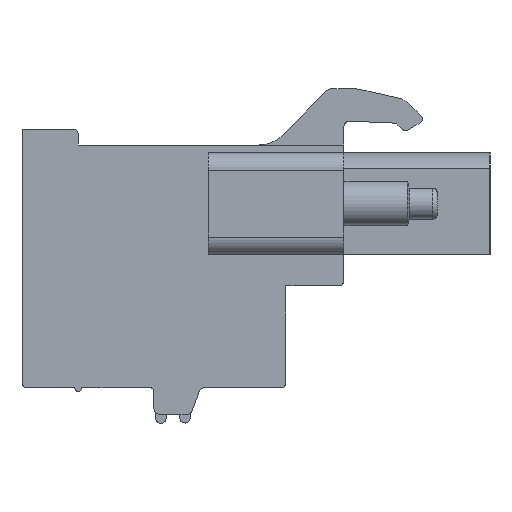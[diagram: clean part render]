
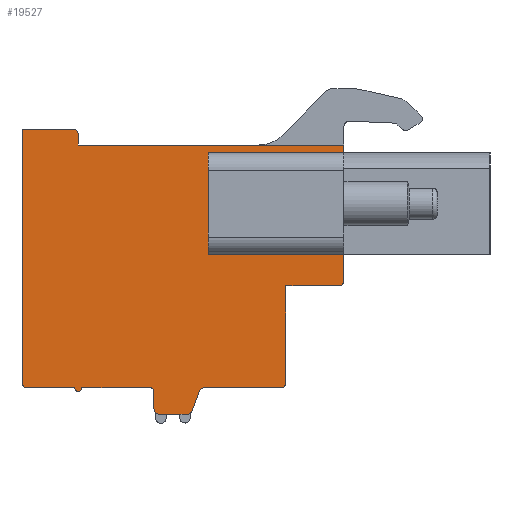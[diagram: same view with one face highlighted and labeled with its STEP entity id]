
A CAD part, left-side view. The second image highlights one B-rep face of the part: STEP entity #19527.
In plain terms, the highlighted planar face has unit normal (-1, 0, 0).
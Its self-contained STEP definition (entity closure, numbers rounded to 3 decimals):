
#3390=DIRECTION('',(0.,0.,1.));
#3391=VECTOR('',#3390,5.8);
#3392=CARTESIAN_POINT('',(-86.98,2.04,0.73));
#3393=LINE('',#3392,#3391);
#3442=DIRECTION('',(0.,0.,1.));
#3443=VECTOR('',#3442,5.8);
#3444=CARTESIAN_POINT('',(-86.98,-4.06,0.73));
#3445=LINE('',#3444,#3443);
#3446=DIRECTION('',(0.,1.,0.));
#3447=VECTOR('',#3446,6.1);
#3448=CARTESIAN_POINT('',(-86.98,-4.06,0.73));
#3449=LINE('',#3448,#3447);
#3450=DIRECTION('',(0.,1.,0.));
#3451=VECTOR('',#3450,6.1);
#3452=CARTESIAN_POINT('',(-86.98,-4.06,6.53));
#3453=LINE('',#3452,#3451);
#3454=CARTESIAN_POINT('',(-86.98,-5.36,-0.74));
#3455=DIRECTION('',(1.,0.,0.));
#3456=DIRECTION('',(0.,-1.,0.));
#3457=AXIS2_PLACEMENT_3D('',#3454,#3455,#3456);
#3459=DIRECTION('',(0.,-1.,0.));
#3460=VECTOR('',#3459,3.);
#3461=CARTESIAN_POINT('',(-86.98,-2.36,-1.04));
#3462=LINE('',#3461,#3460);
#3463=CARTESIAN_POINT('',(-86.98,-2.06,-6.54));
#3464=DIRECTION('',(1.,0.,0.));
#3465=DIRECTION('',(0.,-1.,0.));
#3466=AXIS2_PLACEMENT_3D('',#3463,#3464,#3465);
#3468=DIRECTION('',(0.,1.,0.));
#3469=VECTOR('',#3468,4.34);
#3470=CARTESIAN_POINT('',(-86.98,-2.06,-6.84));
#3471=LINE('',#3470,#3469);
#3472=CARTESIAN_POINT('',(-86.98,2.28,-7.14));
#3473=DIRECTION('',(-1.,0.,0.));
#3474=DIRECTION('',(0.,0.,1.));
#3475=AXIS2_PLACEMENT_3D('',#3472,#3473,#3474);
#3477=DIRECTION('',(0.,0.345,-0.939));
#3478=VECTOR('',#3477,1.179);
#3479=CARTESIAN_POINT('',(-86.98,2.562,-7.037));
#3480=LINE('',#3479,#3478);
#3481=CARTESIAN_POINT('',(-86.98,3.25,-8.04));
#3482=DIRECTION('',(1.,0.,0.));
#3483=DIRECTION('',(0.,-0.939,-0.345));
#3484=AXIS2_PLACEMENT_3D('',#3481,#3482,#3483);
#3486=DIRECTION('',(0.,1.,0.));
#3487=VECTOR('',#3486,1.59);
#3488=CARTESIAN_POINT('',(-86.98,3.25,-8.34));
#3489=LINE('',#3488,#3487);
#3490=CARTESIAN_POINT('',(-86.98,4.84,-8.04));
#3491=DIRECTION('',(1.,0.,0.));
#3492=DIRECTION('',(0.,0.,-1.));
#3493=AXIS2_PLACEMENT_3D('',#3490,#3491,#3492);
#3495=DIRECTION('',(0.,0.,1.));
#3496=VECTOR('',#3495,1.);
#3497=CARTESIAN_POINT('',(-86.98,5.14,-8.04));
#3498=LINE('',#3497,#3496);
#3499=CARTESIAN_POINT('',(-86.98,5.34,-7.04));
#3500=DIRECTION('',(-1.,0.,0.));
#3501=DIRECTION('',(0.,-1.,0.));
#3502=AXIS2_PLACEMENT_3D('',#3499,#3500,#3501);
#3504=DIRECTION('',(0.,1.,0.));
#3505=VECTOR('',#3504,3.9);
#3506=CARTESIAN_POINT('',(-86.98,5.34,-6.84));
#3507=LINE('',#3506,#3505);
#3508=CARTESIAN_POINT('',(-86.98,9.44,-6.84));
#3509=DIRECTION('',(1.,0.,0.));
#3510=DIRECTION('',(0.,-1.,0.));
#3511=AXIS2_PLACEMENT_3D('',#3508,#3509,#3510);
#3513=DIRECTION('',(0.,1.,0.));
#3514=VECTOR('',#3513,2.7);
#3515=CARTESIAN_POINT('',(-86.98,9.64,-6.84));
#3516=LINE('',#3515,#3514);
#3517=CARTESIAN_POINT('',(-86.98,12.34,-6.54));
#3518=DIRECTION('',(1.,0.,0.));
#3519=DIRECTION('',(0.,0.,-1.));
#3520=AXIS2_PLACEMENT_3D('',#3517,#3518,#3519);
#3522=DIRECTION('',(0.,0.,1.));
#3523=VECTOR('',#3522,14.4);
#3524=CARTESIAN_POINT('',(-86.98,12.64,-6.54));
#3525=LINE('',#3524,#3523);
#3526=DIRECTION('',(0.,-1.,0.));
#3527=VECTOR('',#3526,2.9);
#3528=CARTESIAN_POINT('',(-86.98,12.64,7.86));
#3529=LINE('',#3528,#3527);
#3530=CARTESIAN_POINT('',(-86.98,9.74,7.56));
#3531=DIRECTION('',(1.,0.,0.));
#3532=DIRECTION('',(0.,0.,1.));
#3533=AXIS2_PLACEMENT_3D('',#3530,#3531,#3532);
#3535=DIRECTION('',(0.,0.,-1.));
#3536=VECTOR('',#3535,0.6);
#3537=CARTESIAN_POINT('',(-86.98,9.44,7.56));
#3538=LINE('',#3537,#3536);
#3539=DIRECTION('',(0.,-1.,0.));
#3540=VECTOR('',#3539,15.1);
#3541=CARTESIAN_POINT('',(-86.98,9.44,6.96));
#3542=LINE('',#3541,#3540);
#3543=DIRECTION('',(0.,0.,-1.));
#3544=VECTOR('',#3543,7.7);
#3545=CARTESIAN_POINT('',(-86.98,-5.66,6.96));
#3546=LINE('',#3545,#3544);
#3559=DIRECTION('',(0.,0.,1.));
#3560=VECTOR('',#3559,5.5);
#3561=CARTESIAN_POINT('',(-86.98,-2.36,-6.54));
#3562=LINE('',#3561,#3560);
#11155=CARTESIAN_POINT('',(-86.98,9.44,6.96));
#11156=CARTESIAN_POINT('',(-86.98,-5.66,6.96));
#11157=VERTEX_POINT('',#11155);
#11158=VERTEX_POINT('',#11156);
#11159=CARTESIAN_POINT('',(-86.98,-2.36,-6.54));
#11160=CARTESIAN_POINT('',(-86.98,-2.06,-6.84));
#11161=VERTEX_POINT('',#11159);
#11162=VERTEX_POINT('',#11160);
#11163=CARTESIAN_POINT('',(-86.98,2.28,-6.84));
#11164=VERTEX_POINT('',#11163);
#11165=CARTESIAN_POINT('',(-86.98,2.562,-7.037));
#11166=VERTEX_POINT('',#11165);
#11167=CARTESIAN_POINT('',(-86.98,2.968,-8.143));
#11168=VERTEX_POINT('',#11167);
#11169=CARTESIAN_POINT('',(-86.98,3.25,-8.34));
#11170=VERTEX_POINT('',#11169);
#11171=CARTESIAN_POINT('',(-86.98,4.84,-8.34));
#11172=VERTEX_POINT('',#11171);
#11173=CARTESIAN_POINT('',(-86.98,5.14,-8.04));
#11174=VERTEX_POINT('',#11173);
#11175=CARTESIAN_POINT('',(-86.98,5.14,-7.04));
#11176=VERTEX_POINT('',#11175);
#11177=CARTESIAN_POINT('',(-86.98,5.34,-6.84));
#11178=VERTEX_POINT('',#11177);
#11179=CARTESIAN_POINT('',(-86.98,9.24,-6.84));
#11180=VERTEX_POINT('',#11179);
#11181=CARTESIAN_POINT('',(-86.98,9.64,-6.84));
#11182=VERTEX_POINT('',#11181);
#11183=CARTESIAN_POINT('',(-86.98,12.34,-6.84));
#11184=VERTEX_POINT('',#11183);
#11185=CARTESIAN_POINT('',(-86.98,12.64,-6.54));
#11186=VERTEX_POINT('',#11185);
#11187=CARTESIAN_POINT('',(-86.98,12.64,7.86));
#11188=VERTEX_POINT('',#11187);
#11189=CARTESIAN_POINT('',(-86.98,9.74,7.86));
#11190=VERTEX_POINT('',#11189);
#11191=CARTESIAN_POINT('',(-86.98,9.44,7.56));
#11192=VERTEX_POINT('',#11191);
#14301=CARTESIAN_POINT('',(-86.98,2.04,0.73));
#14302=CARTESIAN_POINT('',(-86.98,2.04,6.53));
#14303=VERTEX_POINT('',#14301);
#14304=VERTEX_POINT('',#14302);
#14337=CARTESIAN_POINT('',(-86.98,-4.06,0.73));
#14338=CARTESIAN_POINT('',(-86.98,-4.06,6.53));
#14339=VERTEX_POINT('',#14337);
#14340=VERTEX_POINT('',#14338);
#14583=CARTESIAN_POINT('',(-86.98,-5.66,-0.74));
#14584=VERTEX_POINT('',#14583);
#14585=CARTESIAN_POINT('',(-86.98,-2.36,-1.04));
#14586=VERTEX_POINT('',#14585);
#14587=CARTESIAN_POINT('',(-86.98,-5.36,-1.04));
#14588=VERTEX_POINT('',#14587);
#19471=CARTESIAN_POINT('',(-86.98,0.,0.));
#19472=DIRECTION('',(1.,0.,0.));
#19473=DIRECTION('',(0.,-1.,0.));
#19474=AXIS2_PLACEMENT_3D('',#19471,#19472,#19473);
#19475=PLANE('',#19474);
#19477=ORIENTED_EDGE('',*,*,#19476,.T.);
#19479=ORIENTED_EDGE('',*,*,#19478,.F.);
#19481=ORIENTED_EDGE('',*,*,#19480,.F.);
#19483=ORIENTED_EDGE('',*,*,#19482,.T.);
#19485=ORIENTED_EDGE('',*,*,#19484,.T.);
#19487=ORIENTED_EDGE('',*,*,#19486,.T.);
#19489=ORIENTED_EDGE('',*,*,#19488,.T.);
#19491=ORIENTED_EDGE('',*,*,#19490,.T.);
#19493=ORIENTED_EDGE('',*,*,#19492,.T.);
#19495=ORIENTED_EDGE('',*,*,#19494,.T.);
#19497=ORIENTED_EDGE('',*,*,#19496,.T.);
#19499=ORIENTED_EDGE('',*,*,#19498,.T.);
#19501=ORIENTED_EDGE('',*,*,#19500,.T.);
#19503=ORIENTED_EDGE('',*,*,#19502,.T.);
#19505=ORIENTED_EDGE('',*,*,#19504,.T.);
#19507=ORIENTED_EDGE('',*,*,#19506,.T.);
#19509=ORIENTED_EDGE('',*,*,#19508,.T.);
#19511=ORIENTED_EDGE('',*,*,#19510,.T.);
#19513=ORIENTED_EDGE('',*,*,#19512,.T.);
#19515=ORIENTED_EDGE('',*,*,#19514,.T.);
#19517=ORIENTED_EDGE('',*,*,#19516,.T.);
#19518=ORIENTED_EDGE('',*,*,#14782,.T.);
#19519=EDGE_LOOP('',(#19477,#19479,#19481,#19483,#19485,#19487,#19489,#19491,
#19493,#19495,#19497,#19499,#19501,#19503,#19505,#19507,#19509,#19511,#19513,
#19515,#19517,#19518));
#19520=FACE_OUTER_BOUND('',#19519,.F.);
#19521=ORIENTED_EDGE('',*,*,#19437,.F.);
#19522=ORIENTED_EDGE('',*,*,#19463,.T.);
#19523=ORIENTED_EDGE('',*,*,#19366,.T.);
#19524=ORIENTED_EDGE('',*,*,#19398,.F.);
#19525=EDGE_LOOP('',(#19521,#19522,#19523,#19524));
#19526=FACE_BOUND('',#19525,.F.);
#19527=ADVANCED_FACE('',(#19520,#19526),#19475,.F.);
#3458=CIRCLE('',#3457,0.3);
#3467=CIRCLE('',#3466,0.3);
#3476=CIRCLE('',#3475,0.3);
#3485=CIRCLE('',#3484,0.3);
#3494=CIRCLE('',#3493,0.3);
#3503=CIRCLE('',#3502,0.2);
#3512=CIRCLE('',#3511,0.2);
#3521=CIRCLE('',#3520,0.3);
#3534=CIRCLE('',#3533,0.3);
#14782=EDGE_CURVE('',#11158,#14584,#3546,.T.);
#19366=EDGE_CURVE('',#14340,#14304,#3453,.T.);
#19398=EDGE_CURVE('',#14303,#14304,#3393,.T.);
#19437=EDGE_CURVE('',#14339,#14303,#3449,.T.);
#19463=EDGE_CURVE('',#14339,#14340,#3445,.T.);
#19476=EDGE_CURVE('',#14584,#14588,#3458,.T.);
#19478=EDGE_CURVE('',#14586,#14588,#3462,.T.);
#19480=EDGE_CURVE('',#11161,#14586,#3562,.T.);
#19482=EDGE_CURVE('',#11161,#11162,#3467,.T.);
#19484=EDGE_CURVE('',#11162,#11164,#3471,.T.);
#19486=EDGE_CURVE('',#11164,#11166,#3476,.T.);
#19488=EDGE_CURVE('',#11166,#11168,#3480,.T.);
#19490=EDGE_CURVE('',#11168,#11170,#3485,.T.);
#19492=EDGE_CURVE('',#11170,#11172,#3489,.T.);
#19494=EDGE_CURVE('',#11172,#11174,#3494,.T.);
#19496=EDGE_CURVE('',#11174,#11176,#3498,.T.);
#19498=EDGE_CURVE('',#11176,#11178,#3503,.T.);
#19500=EDGE_CURVE('',#11178,#11180,#3507,.T.);
#19502=EDGE_CURVE('',#11180,#11182,#3512,.T.);
#19504=EDGE_CURVE('',#11182,#11184,#3516,.T.);
#19506=EDGE_CURVE('',#11184,#11186,#3521,.T.);
#19508=EDGE_CURVE('',#11186,#11188,#3525,.T.);
#19510=EDGE_CURVE('',#11188,#11190,#3529,.T.);
#19512=EDGE_CURVE('',#11190,#11192,#3534,.T.);
#19514=EDGE_CURVE('',#11192,#11157,#3538,.T.);
#19516=EDGE_CURVE('',#11157,#11158,#3542,.T.);
